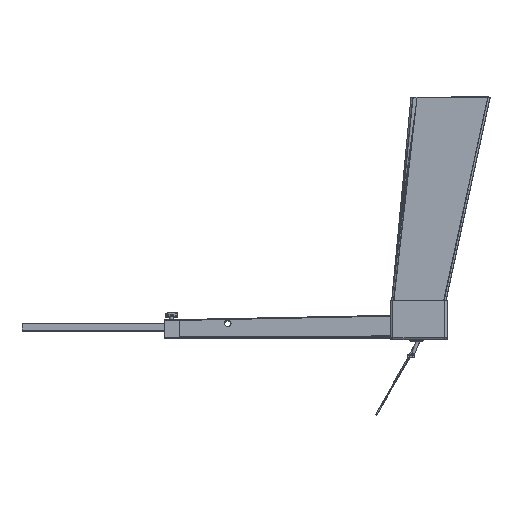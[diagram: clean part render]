
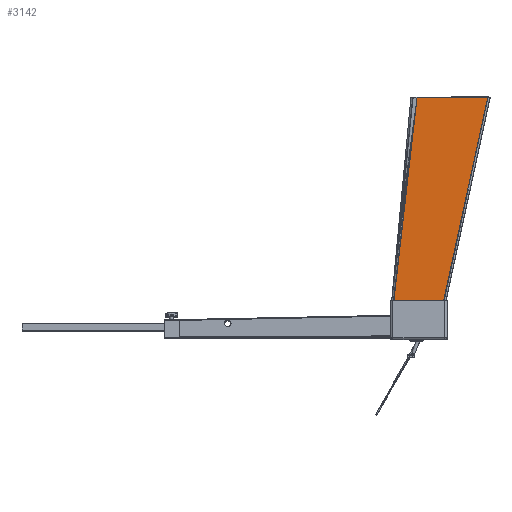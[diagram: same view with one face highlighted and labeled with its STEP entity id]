
A CAD part, top view. The second image highlights one B-rep face of the part: STEP entity #3142.
In plain terms, the highlighted planar face has unit normal (0, 0, 1).
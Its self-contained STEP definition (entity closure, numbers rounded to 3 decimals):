
#525=DIRECTION('',(1.,0.,0.));
#526=VECTOR('',#525,73.13);
#527=CARTESIAN_POINT('',(1015.06,125.,40.));
#528=LINE('',#527,#526);
#726=CARTESIAN_POINT('',(1234.768,125.,40.));
#732=DIRECTION('',(1.,0.,0.));
#733=VECTOR('',#732,146.577);
#734=CARTESIAN_POINT('',(1088.191,125.,40.));
#735=LINE('',#734,#733);
#736=CARTESIAN_POINT('',(1429.768,1025.,40.));
#747=DIRECTION('',(0.212,0.977,0.));
#748=VECTOR('',#747,920.883);
#749=CARTESIAN_POINT('',(1234.768,125.,40.));
#750=LINE('',#749,#748);
#751=CARTESIAN_POINT('',(1015.06,125.,40.));
#752=CARTESIAN_POINT('',(1019.004,160.832,40.));
#753=CARTESIAN_POINT('',(1026.606,230.301,40.));
#754=CARTESIAN_POINT('',(1037.167,327.254,40.));
#755=CARTESIAN_POINT('',(1047.19,418.922,40.));
#756=CARTESIAN_POINT('',(1057.415,511.336,40.));
#757=CARTESIAN_POINT('',(1068.4,608.821,40.));
#758=CARTESIAN_POINT('',(1080.086,710.371,40.));
#759=CARTESIAN_POINT('',(1091.921,811.316,40.));
#760=CARTESIAN_POINT('',(1103.943,912.426,40.));
#761=CARTESIAN_POINT('',(1112.874,986.705,40.));
#762=CARTESIAN_POINT('',(1117.5,1025.,40.));
#764=DIRECTION('',(1.,0.,0.));
#765=VECTOR('',#764,312.268);
#766=CARTESIAN_POINT('',(1117.5,1025.,40.));
#767=LINE('',#766,#765);
#1634=CARTESIAN_POINT('',(1117.5,1025.,40.));
#1635=VERTEX_POINT('',#1634);
#1647=CARTESIAN_POINT('',(1088.191,125.,40.));
#1648=VERTEX_POINT('',#1647);
#1654=VERTEX_POINT('',#736);
#1662=VERTEX_POINT('',#726);
#1663=VERTEX_POINT('',#751);
#3129=CARTESIAN_POINT('',(1201.875,575.,40.));
#3130=DIRECTION('',(0.,0.,-1.));
#3131=DIRECTION('',(1.,0.,0.));
#3132=AXIS2_PLACEMENT_3D('',#3129,#3130,#3131);
#3133=PLANE('',#3132);
#3134=ORIENTED_EDGE('',*,*,#3088,.F.);
#3135=ORIENTED_EDGE('',*,*,#3069,.F.);
#3136=ORIENTED_EDGE('',*,*,#2668,.F.);
#3138=ORIENTED_EDGE('',*,*,#3137,.T.);
#3139=ORIENTED_EDGE('',*,*,#3119,.T.);
#3140=EDGE_LOOP('',(#3134,#3135,#3136,#3138,#3139));
#3141=FACE_OUTER_BOUND('',#3140,.F.);
#3142=ADVANCED_FACE('',(#3141),#3133,.F.);
#763=B_SPLINE_CURVE_WITH_KNOTS('',3,(#751,#752,#753,#754,#755,#756,#757,#758,
#759,#760,#761,#762),.UNSPECIFIED.,.F.,.F.,(4,1,1,1,1,1,1,1,1,4),(0.,
0.111,0.222,0.333,0.444,
0.556,0.667,0.778,0.889,1.),
.UNSPECIFIED.);
#2668=EDGE_CURVE('',#1663,#1648,#528,.T.);
#3069=EDGE_CURVE('',#1648,#1662,#735,.T.);
#3088=EDGE_CURVE('',#1662,#1654,#750,.T.);
#3119=EDGE_CURVE('',#1635,#1654,#767,.T.);
#3137=EDGE_CURVE('',#1663,#1635,#763,.T.);
